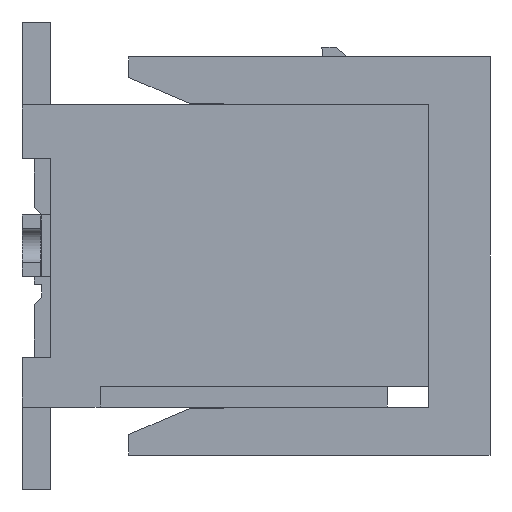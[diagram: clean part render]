
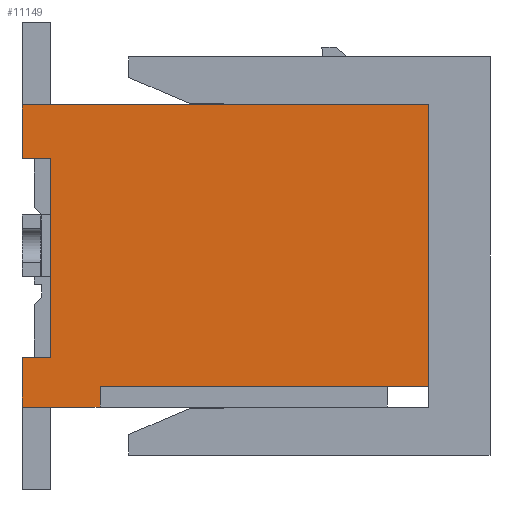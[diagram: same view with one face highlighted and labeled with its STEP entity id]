
A CAD part, left-side view. The second image highlights one B-rep face of the part: STEP entity #11149.
In plain terms, the highlighted planar face has unit normal (-1, 0, 0).
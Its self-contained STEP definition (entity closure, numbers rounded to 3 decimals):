
#1417=ORIENTED_EDGE('',*,*,#4454,.F.);
#1418=ORIENTED_EDGE('',*,*,#4452,.F.);
#1419=ORIENTED_EDGE('',*,*,#4532,.F.);
#1420=ORIENTED_EDGE('',*,*,#4533,.F.);
#1421=ORIENTED_EDGE('',*,*,#4521,.T.);
#1422=ORIENTED_EDGE('',*,*,#3714,.T.);
#1423=ORIENTED_EDGE('',*,*,#4534,.T.);
#1424=ORIENTED_EDGE('',*,*,#4410,.F.);
#1425=ORIENTED_EDGE('',*,*,#4415,.F.);
#1426=ORIENTED_EDGE('',*,*,#4330,.F.);
#3714=EDGE_CURVE('',#5342,#5341,#6423,.T.);
#4330=EDGE_CURVE('',#5891,#5892,#6995,.T.);
#4410=EDGE_CURVE('',#5962,#5963,#7075,.T.);
#4415=EDGE_CURVE('',#5892,#5962,#7080,.T.);
#4452=EDGE_CURVE('',#5988,#5982,#7117,.T.);
#4454=EDGE_CURVE('',#5982,#5891,#7118,.T.);
#4521=EDGE_CURVE('',#6033,#5342,#7185,.T.);
#4532=EDGE_CURVE('',#6038,#5988,#7196,.T.);
#4533=EDGE_CURVE('',#6033,#6038,#7197,.T.);
#4534=EDGE_CURVE('',#5341,#5963,#7198,.T.);
#5341=VERTEX_POINT('',#15509);
#5342=VERTEX_POINT('',#15511);
#5891=VERTEX_POINT('',#16775);
#5892=VERTEX_POINT('',#16777);
#5962=VERTEX_POINT('',#16937);
#5963=VERTEX_POINT('',#16939);
#5982=VERTEX_POINT('',#16999);
#5988=VERTEX_POINT('',#17011);
#6033=VERTEX_POINT('',#17134);
#6038=VERTEX_POINT('',#17152);
#6423=LINE('',#15510,#7946);
#6995=LINE('',#16776,#8518);
#7075=LINE('',#16938,#8598);
#7080=LINE('',#16947,#8603);
#7117=LINE('',#17012,#8640);
#7118=LINE('',#17015,#8641);
#7185=LINE('',#17133,#8708);
#7196=LINE('',#17153,#8719);
#7197=LINE('',#17155,#8720);
#7198=LINE('',#17156,#8721);
#7946=VECTOR('',#12489,1000.);
#8518=VECTOR('',#13349,1000.);
#8598=VECTOR('',#13451,1000.);
#8603=VECTOR('',#13458,1000.);
#8640=VECTOR('',#13505,1000.);
#8641=VECTOR('',#13510,1000.);
#8708=VECTOR('',#13591,1000.);
#8719=VECTOR('',#13608,1000.);
#8720=VECTOR('',#13611,1000.);
#8721=VECTOR('',#13612,1000.);
#9509=EDGE_LOOP('',(#1417,#1418,#1419,#1420,#1421,#1422,#1423,#1424,#1425,
#1426));
#10108=FACE_BOUND('',#9509,.T.);
#10655=PLANE('',#11790);
#11149=ADVANCED_FACE('',(#10108),#10655,.T.);
#11790=AXIS2_PLACEMENT_3D('',#17154,#13609,#13610);
#12489=DIRECTION('',(0.,0.,1.));
#13349=DIRECTION('',(0.,0.,1.));
#13451=DIRECTION('',(0.,0.,1.));
#13458=DIRECTION('',(0.,1.,0.));
#13505=DIRECTION('',(0.,0.,1.));
#13510=DIRECTION('',(0.,-1.,0.));
#13591=DIRECTION('',(0.,-1.,0.));
#13608=DIRECTION('',(0.,1.,0.));
#13609=DIRECTION('',(-1.,0.,0.));
#13610=DIRECTION('',(0.,0.,1.));
#13611=DIRECTION('',(0.,0.,-1.));
#13612=DIRECTION('',(0.,1.,0.));
#15509=CARTESIAN_POINT('',(-19.85,-4.95,3.68));
#15510=CARTESIAN_POINT('',(-19.85,-4.95,-3.68));
#15511=CARTESIAN_POINT('',(-19.85,-4.95,-3.18));
#16775=CARTESIAN_POINT('',(-19.85,4.25,-2.48));
#16776=CARTESIAN_POINT('',(-19.85,4.25,-2.48));
#16777=CARTESIAN_POINT('',(-19.85,4.25,2.37));
#16937=CARTESIAN_POINT('',(-19.85,4.95,2.37));
#16938=CARTESIAN_POINT('',(-19.85,4.95,-3.68));
#16939=CARTESIAN_POINT('',(-19.85,4.95,3.68));
#16947=CARTESIAN_POINT('',(-19.85,4.25,2.37));
#16999=CARTESIAN_POINT('',(-19.85,4.95,-2.48));
#17011=CARTESIAN_POINT('',(-19.85,4.95,-3.68));
#17012=CARTESIAN_POINT('',(-19.85,4.95,-3.68));
#17015=CARTESIAN_POINT('',(-19.85,4.95,-2.48));
#17133=CARTESIAN_POINT('',(-19.85,-4.95,-3.18));
#17134=CARTESIAN_POINT('',(-19.85,3.05,-3.18));
#17152=CARTESIAN_POINT('',(-19.85,3.05,-3.68));
#17153=CARTESIAN_POINT('',(-19.85,-4.95,-3.68));
#17154=CARTESIAN_POINT('',(-19.85,-4.95,-3.68));
#17155=CARTESIAN_POINT('',(-19.85,3.05,-3.18));
#17156=CARTESIAN_POINT('',(-19.85,-4.95,3.68));
